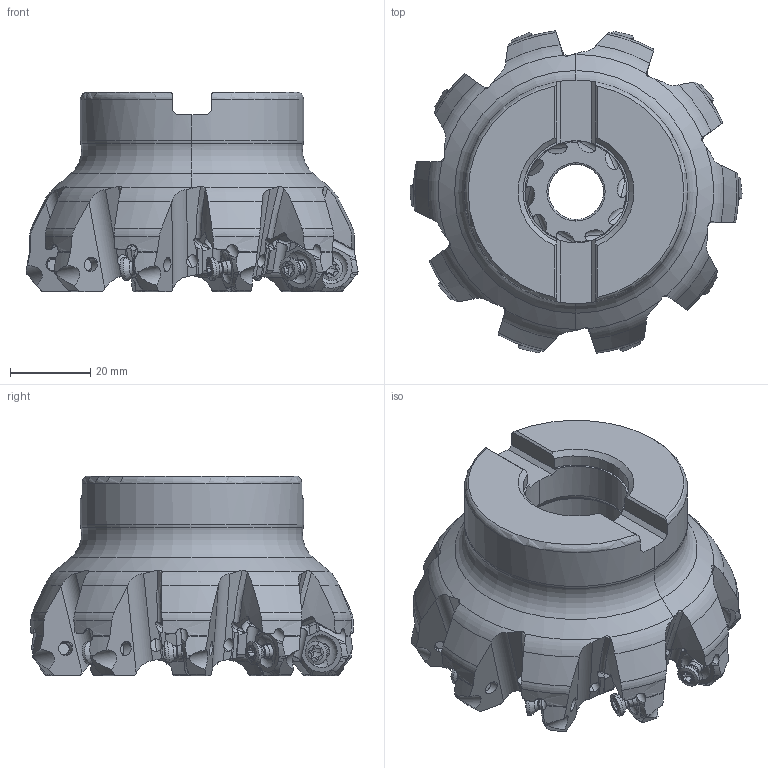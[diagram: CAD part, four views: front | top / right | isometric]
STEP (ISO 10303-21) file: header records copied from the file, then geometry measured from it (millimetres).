
FILE_DESCRIPTION(/* description */ (''),/* implementation_level */ '2;1');
FILE_NAME(/* name */ 'AHX440SUR0310CA.stp',/* time_stamp */ '2017-10-20T17:32:38+09:00',/* author */ (''),/* organization */ (''),/* preprocessor_version */ 'ST-DEVELOPER v16',/* originating_system */ 'SIEMENS PLM Software NX 10.0',/* authorisation */ '');
FILE_SCHEMA (('AUTOMOTIVE_DESIGN { 1 0 10303 214 3 1 1 1 }'));
Products named in the file (1): AHX440SUR0310CA_ASM
Bounding box: 82.62 x 80.22 x 49.65 mm (x, y, z)
Volume: 123364.9 mm3; surface area: 28140.3 mm2
Topology: 11 solids, 11 shells, 1299 faces, 3770 edges, 2464 vertices
Faces by surface type: cylinder 532, plane 301, torus 236, cone 110, extrusion 60, bspline 40, sphere 20
Entity records: 55048 total; most frequent: CARTESIAN_POINT 21780, ORIENTED_EDGE 7500, DIRECTION 6436, EDGE_CURVE 3750, AXIS2_PLACEMENT_3D 2663, VERTEX_POINT 2464, B_SPLINE_CURVE_WITH_KNOTS 1344, EDGE_LOOP 1332
